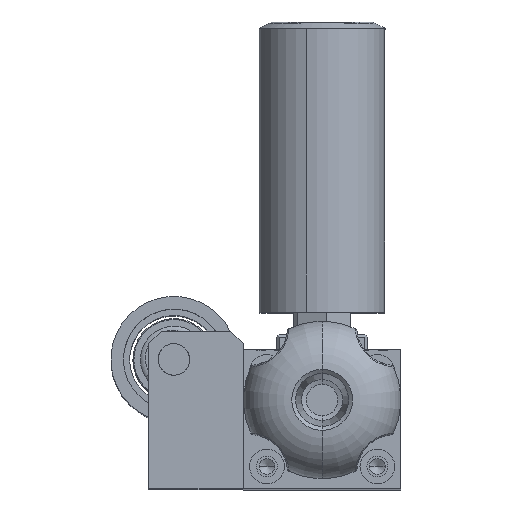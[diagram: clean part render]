
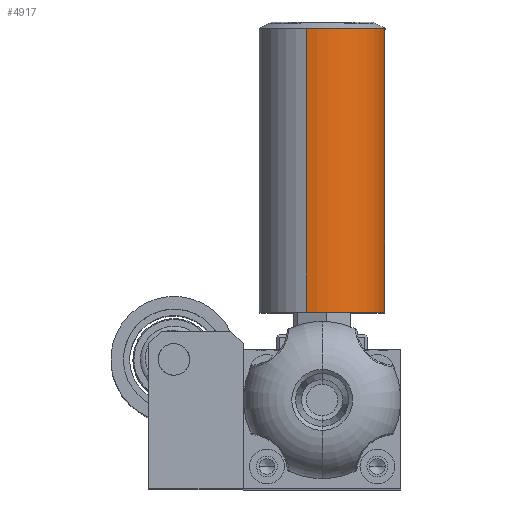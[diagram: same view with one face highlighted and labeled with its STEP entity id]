
A CAD part, top view. The second image highlights one B-rep face of the part: STEP entity #4917.
In plain terms, the highlighted cylindrical face has radius 20 mm (diameter 40 mm), a partial arc.
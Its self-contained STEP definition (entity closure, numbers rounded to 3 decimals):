
#538 = DIRECTION ( 'NONE',  ( 0., 0., 1. ) ) ;
#762 = EDGE_CURVE ( 'NONE', #23220, #14829, #22989, .T. ) ;
#1337 = VECTOR ( 'NONE', #2784, 1000. ) ;
#1349 = AXIS2_PLACEMENT_3D ( 'NONE', #3769, #14283, #12153 ) ;
#1678 = DIRECTION ( 'NONE',  ( 0., 0., 1. ) ) ;
#1888 = DIRECTION ( 'NONE',  ( -1., 0., 0. ) ) ;
#2168 = ORIENTED_EDGE ( 'NONE', *, *, #762, .T. ) ;
#2542 = CARTESIAN_POINT ( 'NONE',  ( 0., 0., 0. ) ) ;
#2784 = DIRECTION ( 'NONE',  ( -1., 0., 0. ) ) ;
#3769 = CARTESIAN_POINT ( 'NONE',  ( 90., 0., 0. ) ) ;
#4696 = EDGE_LOOP ( 'NONE', ( #17055, #15724, #2168, #15629 ) ) ;
#4903 = AXIS2_PLACEMENT_3D ( 'NONE', #2542, #18769, #538 ) ;
#4917 = ADVANCED_FACE ( 'NONE', ( #8166 ), #20905, .T. ) ;
#6000 = VERTEX_POINT ( 'NONE', #8967 ) ;
#6811 = EDGE_CURVE ( 'NONE', #6000, #14829, #19395, .T. ) ;
#7066 = CARTESIAN_POINT ( 'NONE',  ( 0., 0., 20. ) ) ;
#7115 = CARTESIAN_POINT ( 'NONE',  ( 90., 0., 20. ) ) ;
#8166 = FACE_OUTER_BOUND ( 'NONE', #4696, .T. ) ;
#8821 = VERTEX_POINT ( 'NONE', #19979 ) ;
#8967 = CARTESIAN_POINT ( 'NONE',  ( 0., 0., -20. ) ) ;
#10152 = VECTOR ( 'NONE', #1888, 1000. ) ;
#11808 = CARTESIAN_POINT ( 'NONE',  ( 0., 0., 0. ) ) ;
#12153 = DIRECTION ( 'NONE',  ( 0., 0., 1. ) ) ;
#14283 = DIRECTION ( 'NONE',  ( -1., 0., 0. ) ) ;
#14829 = VERTEX_POINT ( 'NONE', #17134 ) ;
#15629 = ORIENTED_EDGE ( 'NONE', *, *, #6811, .F. ) ;
#15724 = ORIENTED_EDGE ( 'NONE', *, *, #19980, .T. ) ;
#15880 = EDGE_CURVE ( 'NONE', #8821, #6000, #23098, .T. ) ;
#16225 = CIRCLE ( 'NONE', #1349, 20. ) ;
#16704 = CARTESIAN_POINT ( 'NONE',  ( 0., 0., -20. ) ) ;
#17055 = ORIENTED_EDGE ( 'NONE', *, *, #15880, .F. ) ;
#17134 = CARTESIAN_POINT ( 'NONE',  ( 0., 0., 20. ) ) ;
#18769 = DIRECTION ( 'NONE',  ( -1., 0., 0. ) ) ;
#19395 = CIRCLE ( 'NONE', #20252, 20. ) ;
#19914 = DIRECTION ( 'NONE',  ( -1., 0., 0. ) ) ;
#19979 = CARTESIAN_POINT ( 'NONE',  ( 90., 0., -20. ) ) ;
#19980 = EDGE_CURVE ( 'NONE', #8821, #23220, #16225, .T. ) ;
#20252 = AXIS2_PLACEMENT_3D ( 'NONE', #11808, #19914, #1678 ) ;
#20905 = CYLINDRICAL_SURFACE ( 'NONE', #4903, 20. ) ;
#22989 = LINE ( 'NONE', #7066, #1337 ) ;
#23098 = LINE ( 'NONE', #16704, #10152 ) ;
#23220 = VERTEX_POINT ( 'NONE', #7115 ) ;
